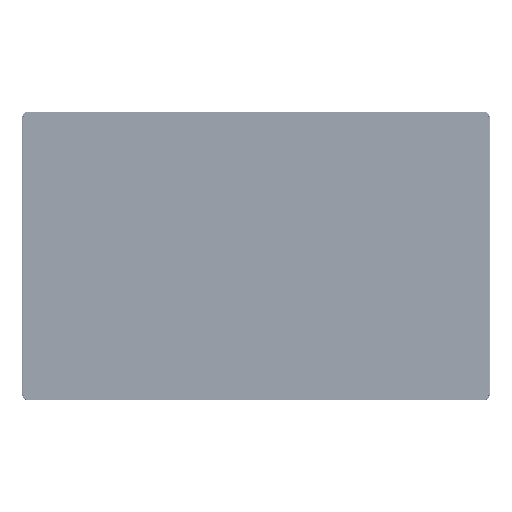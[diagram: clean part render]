
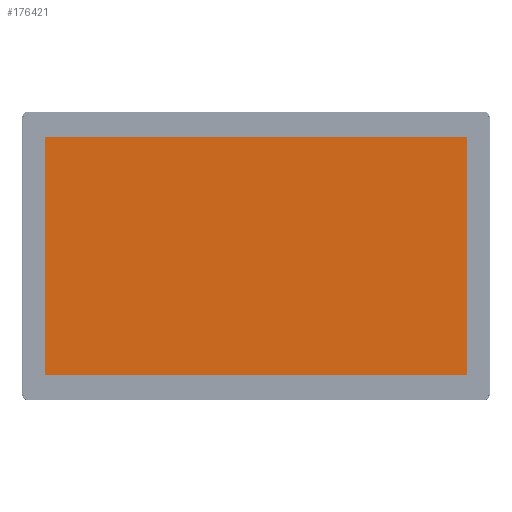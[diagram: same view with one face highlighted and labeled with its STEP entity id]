
A CAD part, top view. The second image highlights one B-rep face of the part: STEP entity #176421.
In plain terms, the highlighted planar face has unit normal (0, 0, 1).
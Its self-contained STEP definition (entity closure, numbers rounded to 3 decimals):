
#10851=FACE_OUTER_BOUND('',#20534,.T.);
#20534=EDGE_LOOP('',(#118851,#118852,#118853,#118854));
#32174=LINE('',#252758,#52452);
#32175=LINE('',#252760,#52453);
#32176=LINE('',#252762,#52454);
#32177=LINE('',#252763,#52455);
#52452=VECTOR('',#203204,10.);
#52453=VECTOR('',#203205,10.);
#52454=VECTOR('',#203206,10.);
#52455=VECTOR('',#203207,10.);
#72141=VERTEX_POINT('',#252756);
#72142=VERTEX_POINT('',#252757);
#72143=VERTEX_POINT('',#252759);
#72144=VERTEX_POINT('',#252761);
#90183=EDGE_CURVE('',#72141,#72142,#32174,.T.);
#90184=EDGE_CURVE('',#72143,#72141,#32175,.T.);
#90185=EDGE_CURVE('',#72144,#72143,#32176,.T.);
#90186=EDGE_CURVE('',#72142,#72144,#32177,.T.);
#118851=ORIENTED_EDGE('',*,*,#90183,.F.);
#118852=ORIENTED_EDGE('',*,*,#90184,.F.);
#118853=ORIENTED_EDGE('',*,*,#90185,.F.);
#118854=ORIENTED_EDGE('',*,*,#90186,.F.);
#169525=PLANE('',#186246);
#176421=ADVANCED_FACE('',(#10851),#169525,.T.);
#186246=AXIS2_PLACEMENT_3D('',#252755,#203202,#203203);
#203202=DIRECTION('center_axis',(0.,0.,1.));
#203203=DIRECTION('ref_axis',(-1.,0.,0.));
#203204=DIRECTION('',(0.,-1.,0.));
#203205=DIRECTION('',(1.,0.,0.));
#203206=DIRECTION('',(0.,1.,0.));
#203207=DIRECTION('',(-1.,0.,0.));
#252755=CARTESIAN_POINT('Origin',(0.,0.,
2.2));
#252756=CARTESIAN_POINT('',(238.03,133.89,2.2));
#252757=CARTESIAN_POINT('',(238.03,-133.89,2.2));
#252758=CARTESIAN_POINT('',(238.03,-66.945,2.2));
#252759=CARTESIAN_POINT('',(-238.03,133.89,2.2));
#252760=CARTESIAN_POINT('',(119.015,133.89,2.2));
#252761=CARTESIAN_POINT('',(-238.03,-133.89,2.2));
#252762=CARTESIAN_POINT('',(-238.03,66.945,2.2));
#252763=CARTESIAN_POINT('',(-119.015,-133.89,2.2));
